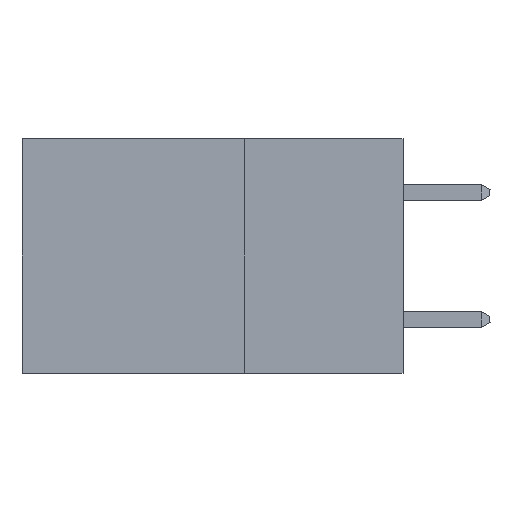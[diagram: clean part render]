
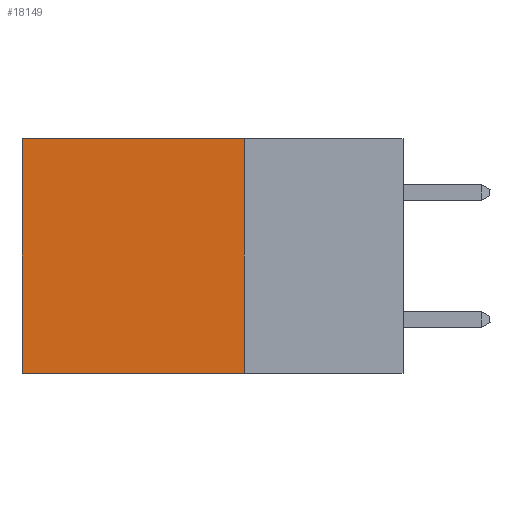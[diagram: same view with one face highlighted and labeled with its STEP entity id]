
A CAD part, left-side view. The second image highlights one B-rep face of the part: STEP entity #18149.
In plain terms, the highlighted planar face has unit normal (-1, 0, 0).
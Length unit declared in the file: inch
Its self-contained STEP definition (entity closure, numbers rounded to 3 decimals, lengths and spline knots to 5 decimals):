
#118 = EDGE_CURVE ( 'NONE', #10829, #1670, #20568, .T. ) ;
#863 = VECTOR ( 'NONE', #12651, 39.37008 ) ;
#1240 = DIRECTION ( 'NONE',  ( 0., 1., 0. ) ) ;
#1597 = VERTEX_POINT ( 'NONE', #23495 ) ;
#1670 = VERTEX_POINT ( 'NONE', #17775 ) ;
#2835 = LINE ( 'NONE', #7370, #21817 ) ;
#2943 = FACE_OUTER_BOUND ( 'NONE', #11753, .T. ) ;
#3156 = CARTESIAN_POINT ( 'NONE',  ( 0.2875, 0.6, 0. ) ) ;
#3232 = CARTESIAN_POINT ( 'NONE',  ( 0.2875, 0.25, -0.37 ) ) ;
#3510 = AXIS2_PLACEMENT_3D ( 'NONE', #17932, #8759, #21467 ) ;
#4146 = ORIENTED_EDGE ( 'NONE', *, *, #118, .T. ) ;
#4683 = CARTESIAN_POINT ( 'NONE',  ( 0.2875, 0.25, 0. ) ) ;
#6908 = PLANE ( 'NONE',  #3510 ) ;
#7370 = CARTESIAN_POINT ( 'NONE',  ( 0.2875, 0.25, 0. ) ) ;
#8759 = DIRECTION ( 'NONE',  ( 1., 0., 0. ) ) ;
#8939 = EDGE_CURVE ( 'NONE', #20667, #1670, #13250, .T. ) ;
#10415 = VECTOR ( 'NONE', #12207, 39.37008 ) ;
#10829 = VERTEX_POINT ( 'NONE', #3156 ) ;
#11330 = EDGE_CURVE ( 'NONE', #1597, #10829, #2835, .T. ) ;
#11753 = EDGE_LOOP ( 'NONE', ( #4146, #21749, #19340, #21436 ) ) ;
#12207 = DIRECTION ( 'NONE',  ( 0., 0., -1. ) ) ;
#12299 = CARTESIAN_POINT ( 'NONE',  ( 0.2875, 0.6, 0. ) ) ;
#12651 = DIRECTION ( 'NONE',  ( 0., 0., -1. ) ) ;
#12741 = CARTESIAN_POINT ( 'NONE',  ( 0.2875, 0.25, -0.37 ) ) ;
#13250 = LINE ( 'NONE', #3232, #17519 ) ;
#15893 = LINE ( 'NONE', #4683, #10415 ) ;
#17519 = VECTOR ( 'NONE', #1240, 39.37008 ) ;
#17775 = CARTESIAN_POINT ( 'NONE',  ( 0.2875, 0.6, -0.37 ) ) ;
#17932 = CARTESIAN_POINT ( 'NONE',  ( 0.2875, 0.25, 0. ) ) ;
#18149 = ADVANCED_FACE ( 'NONE', ( #2943 ), #6908, .F. ) ;
#19340 = ORIENTED_EDGE ( 'NONE', *, *, #21768, .F. ) ;
#20568 = LINE ( 'NONE', #12299, #863 ) ;
#20667 = VERTEX_POINT ( 'NONE', #12741 ) ;
#21436 = ORIENTED_EDGE ( 'NONE', *, *, #11330, .T. ) ;
#21467 = DIRECTION ( 'NONE',  ( 0., 0., -1. ) ) ;
#21749 = ORIENTED_EDGE ( 'NONE', *, *, #8939, .F. ) ;
#21768 = EDGE_CURVE ( 'NONE', #1597, #20667, #15893, .T. ) ;
#21817 = VECTOR ( 'NONE', #21904, 39.37008 ) ;
#21904 = DIRECTION ( 'NONE',  ( 0., 1., 0. ) ) ;
#23495 = CARTESIAN_POINT ( 'NONE',  ( 0.2875, 0.25, 0. ) ) ;
